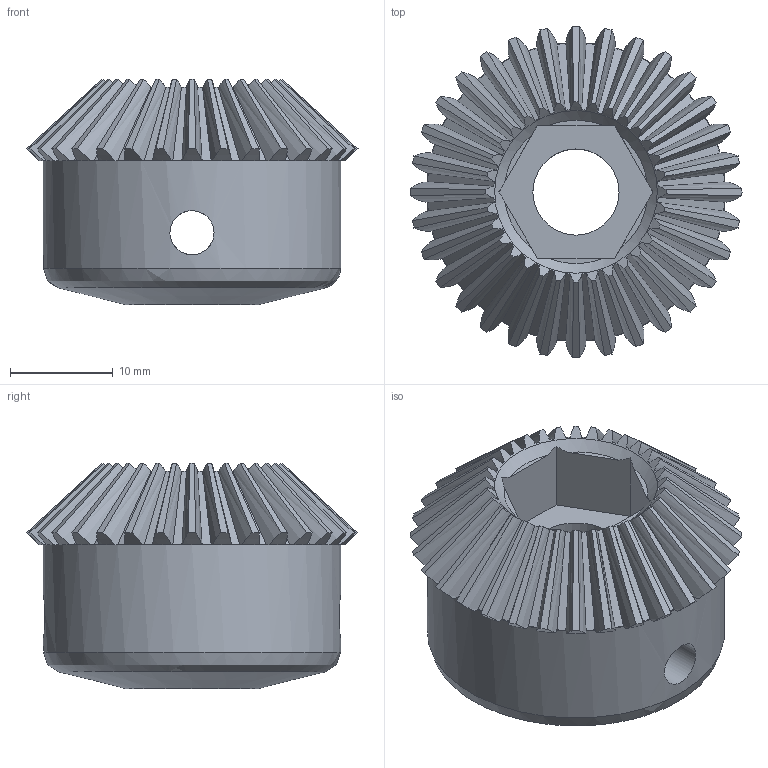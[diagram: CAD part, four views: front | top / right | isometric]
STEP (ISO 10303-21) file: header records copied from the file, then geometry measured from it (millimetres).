
FILE_DESCRIPTION(('FreeCAD Model'),'2;1');
FILE_NAME('Open CASCADE Shape Model','2022-06-06T21:08:51',('Author'),( ''),'Open CASCADE STEP processor 7.5','FreeCAD','Unknown');
FILE_SCHEMA(('AUTOMOTIVE_DESIGN { 1 0 10303 214 1 1 1 1 }'));
Length unit declared in the file: millimetre
Products named in the file (2): ConiqueB; Body002
Assembly tree (1 placements, depth 2):
  ConiqueB
    Body002
Bounding box: 32.36 x 32.36 x 21.94 mm (x, y, z)
Volume: 9951.7 mm3; surface area: 4301.7 mm2
Topology: 1 solids, 1 shells, 184 faces, 539 edges, 358 vertices
Faces by surface type: bspline 130, cone 36, plane 14, cylinder 4
Full cylindrical faces by diameter (mm): 4.3 x2, 8.4 x1, 29 x1
Entity records: 33295 total; most frequent: CARTESIAN_POINT 25593, B_SPLINE_CURVE_WITH_KNOTS 1410, ORIENTED_EDGE 1078, PCURVE 1078, DEFINITIONAL_REPRESENTATION 1078, EDGE_CURVE 539, SURFACE_CURVE 531, DIRECTION 371
